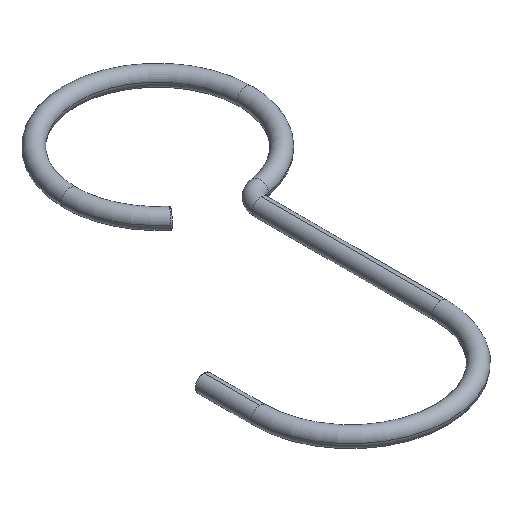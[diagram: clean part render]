
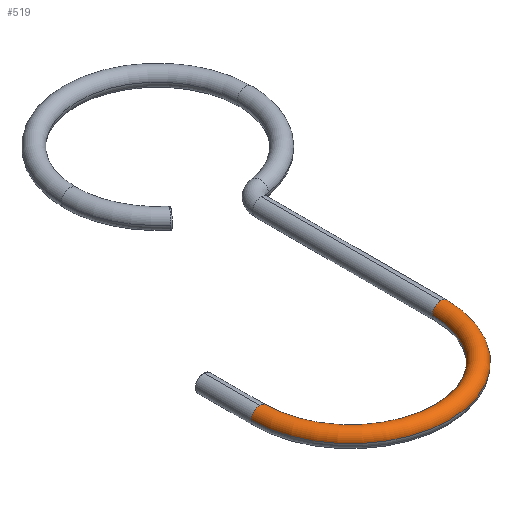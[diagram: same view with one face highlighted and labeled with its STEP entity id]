
A CAD part, isometric view. The second image highlights one B-rep face of the part: STEP entity #519.
In plain terms, the highlighted toroidal (fillet/blend) face has major radius 16 mm and minor radius 1.5 mm.
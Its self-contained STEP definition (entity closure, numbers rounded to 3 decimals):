
#28 = CIRCLE ( 'NONE', #138, 14.5 ) ;
#59 = ORIENTED_EDGE ( 'NONE', *, *, #589, .T. ) ;
#64 = AXIS2_PLACEMENT_3D ( 'NONE', #365, #809, #355 ) ;
#93 = CARTESIAN_POINT ( 'NONE',  ( 0., -50., 0. ) ) ;
#110 = CIRCLE ( 'NONE', #669, 1.5 ) ;
#119 = VERTEX_POINT ( 'NONE', #429 ) ;
#121 = CIRCLE ( 'NONE', #296, 1.5 ) ;
#138 = AXIS2_PLACEMENT_3D ( 'NONE', #434, #631, #169 ) ;
#143 = ORIENTED_EDGE ( 'NONE', *, *, #225, .F. ) ;
#167 = DIRECTION ( 'NONE',  ( 0., 0., -1. ) ) ;
#169 = DIRECTION ( 'NONE',  ( 1., 0., 0. ) ) ;
#171 = VERTEX_POINT ( 'NONE', #440 ) ;
#176 = DIRECTION ( 'NONE',  ( 0., -1., 0. ) ) ;
#183 = EDGE_CURVE ( 'NONE', #580, #171, #227, .T. ) ;
#191 = DIRECTION ( 'NONE',  ( 0., 0., 1. ) ) ;
#221 = DIRECTION ( 'NONE',  ( 1., 0., 0. ) ) ;
#225 = EDGE_CURVE ( 'NONE', #709, #399, #28, .T. ) ;
#227 = CIRCLE ( 'NONE', #713, 1.5 ) ;
#232 = CARTESIAN_POINT ( 'NONE',  ( -30.5, -50., 0. ) ) ;
#242 = EDGE_CURVE ( 'NONE', #399, #656, #121, .T. ) ;
#248 = ORIENTED_EDGE ( 'NONE', *, *, #288, .T. ) ;
#256 = ORIENTED_EDGE ( 'NONE', *, *, #242, .F. ) ;
#257 = DIRECTION ( 'NONE',  ( 0., -1., 0. ) ) ;
#288 = EDGE_CURVE ( 'NONE', #709, #580, #110, .T. ) ;
#295 = DIRECTION ( 'NONE',  ( 0., 1., 0. ) ) ;
#296 = AXIS2_PLACEMENT_3D ( 'NONE', #93, #295, #812 ) ;
#355 = DIRECTION ( 'NONE',  ( 0., 0., -1. ) ) ;
#365 = CARTESIAN_POINT ( 'NONE',  ( 0., -50., 0. ) ) ;
#399 = VERTEX_POINT ( 'NONE', #710 ) ;
#410 = AXIS2_PLACEMENT_3D ( 'NONE', #596, #412, #221 ) ;
#412 = DIRECTION ( 'NONE',  ( 0., 0., 1. ) ) ;
#429 = CARTESIAN_POINT ( 'NONE',  ( 1.5, -50., 0. ) ) ;
#431 = AXIS2_PLACEMENT_3D ( 'NONE', #700, #191, #584 ) ;
#434 = CARTESIAN_POINT ( 'NONE',  ( -16., -50., 0. ) ) ;
#439 = DIRECTION ( 'NONE',  ( 0., 0., -1. ) ) ;
#440 = CARTESIAN_POINT ( 'NONE',  ( -33.5, -50., 0. ) ) ;
#449 = FACE_OUTER_BOUND ( 'NONE', #654, .T. ) ;
#451 = ORIENTED_EDGE ( 'NONE', *, *, #183, .T. ) ;
#463 = ORIENTED_EDGE ( 'NONE', *, *, #708, .F. ) ;
#519 = ADVANCED_FACE ( 'NONE', ( #449 ), #767, .T. ) ;
#580 = VERTEX_POINT ( 'NONE', #600 ) ;
#584 = DIRECTION ( 'NONE',  ( 1., 0., 0. ) ) ;
#589 = EDGE_CURVE ( 'NONE', #171, #119, #648, .T. ) ;
#596 = CARTESIAN_POINT ( 'NONE',  ( -16., -50., 0. ) ) ;
#600 = CARTESIAN_POINT ( 'NONE',  ( -32., -50., 1.5 ) ) ;
#631 = DIRECTION ( 'NONE',  ( 0., 0., 1. ) ) ;
#648 = CIRCLE ( 'NONE', #410, 17.5 ) ;
#654 = EDGE_LOOP ( 'NONE', ( #451, #59, #463, #256, #143, #248 ) ) ;
#656 = VERTEX_POINT ( 'NONE', #719 ) ;
#669 = AXIS2_PLACEMENT_3D ( 'NONE', #821, #257, #439 ) ;
#700 = CARTESIAN_POINT ( 'NONE',  ( -16., -50., 0. ) ) ;
#708 = EDGE_CURVE ( 'NONE', #656, #119, #796, .T. ) ;
#709 = VERTEX_POINT ( 'NONE', #232 ) ;
#710 = CARTESIAN_POINT ( 'NONE',  ( -1.5, -50., 0. ) ) ;
#713 = AXIS2_PLACEMENT_3D ( 'NONE', #827, #176, #167 ) ;
#719 = CARTESIAN_POINT ( 'NONE',  ( 0., -50., 1.5 ) ) ;
#767 = TOROIDAL_SURFACE ( 'NONE', #431, 16., 1.5 ) ;
#796 = CIRCLE ( 'NONE', #64, 1.5 ) ;
#809 = DIRECTION ( 'NONE',  ( 0., 1., 0. ) ) ;
#812 = DIRECTION ( 'NONE',  ( 0., 0., -1. ) ) ;
#821 = CARTESIAN_POINT ( 'NONE',  ( -32., -50., 0. ) ) ;
#827 = CARTESIAN_POINT ( 'NONE',  ( -32., -50., 0. ) ) ;
